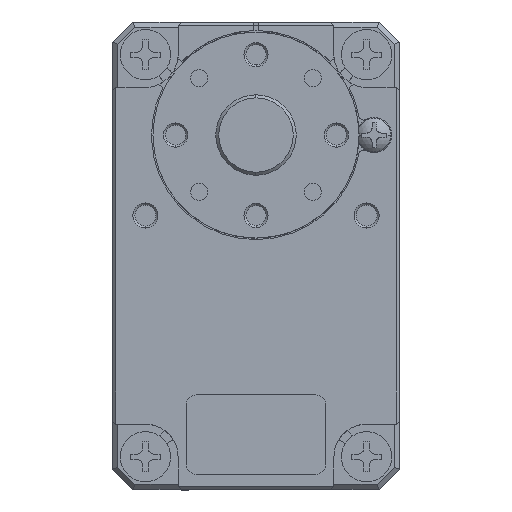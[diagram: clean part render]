
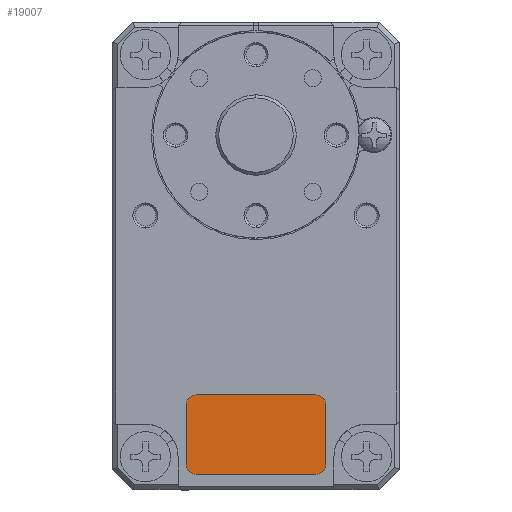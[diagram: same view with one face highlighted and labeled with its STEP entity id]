
A CAD part, top view. The second image highlights one B-rep face of the part: STEP entity #19007.
In plain terms, the highlighted planar face has unit normal (0, 0, 1).
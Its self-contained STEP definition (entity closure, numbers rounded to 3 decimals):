
#215 = VECTOR ( 'NONE', #8342, 1000. ) ;
#796 = CARTESIAN_POINT ( 'NONE',  ( -1.5, 89.754, -66.137 ) ) ;
#1250 = EDGE_CURVE ( 'NONE', #22369, #16975, #9018, .T. ) ;
#1911 = VERTEX_POINT ( 'NONE', #16909 ) ;
#2246 = ORIENTED_EDGE ( 'NONE', *, *, #20426, .T. ) ;
#2658 = CARTESIAN_POINT ( 'NONE',  ( -0.5, 89.754, -66.137 ) ) ;
#3205 = EDGE_CURVE ( 'NONE', #16075, #15796, #10383, .T. ) ;
#3745 = CARTESIAN_POINT ( 'NONE',  ( 11.4, 83.854, -66.137 ) ) ;
#3825 = EDGE_CURVE ( 'NONE', #1911, #16075, #5719, .T. ) ;
#4121 = VERTEX_POINT ( 'NONE', #7790 ) ;
#4133 = CARTESIAN_POINT ( 'NONE',  ( 11.4, 90.754, -66.137 ) ) ;
#4507 = DIRECTION ( 'NONE',  ( 0., 0., 1. ) ) ;
#5498 = CARTESIAN_POINT ( 'NONE',  ( 11.4, 90.754, -66.137 ) ) ;
#5719 = CIRCLE ( 'NONE', #8882, 1. ) ;
#5844 = CARTESIAN_POINT ( 'NONE',  ( -0.5, 83.854, -66.137 ) ) ;
#6389 = CARTESIAN_POINT ( 'NONE',  ( 12.4, 83.854, -66.137 ) ) ;
#7044 = CARTESIAN_POINT ( 'NONE',  ( 5.45, 116.604, -66.137 ) ) ;
#7092 = EDGE_CURVE ( 'NONE', #15796, #16278, #15415, .T. ) ;
#7417 = DIRECTION ( 'NONE',  ( 0., 0., 1. ) ) ;
#7790 = CARTESIAN_POINT ( 'NONE',  ( -1.5, 83.854, -66.137 ) ) ;
#7987 = CARTESIAN_POINT ( 'NONE',  ( 12.4, 89.754, -66.137 ) ) ;
#8134 = CARTESIAN_POINT ( 'NONE',  ( -0.5, 82.854, -66.137 ) ) ;
#8342 = DIRECTION ( 'NONE',  ( 0., -1., 0. ) ) ;
#8712 = EDGE_LOOP ( 'NONE', ( #11942, #13829, #20407, #2246, #9872, #21611, #14942, #19013 ) ) ;
#8882 = AXIS2_PLACEMENT_3D ( 'NONE', #3745, #15113, #22743 ) ;
#8894 = PLANE ( 'NONE',  #15519 ) ;
#9018 = CIRCLE ( 'NONE', #21976, 1. ) ;
#9104 = AXIS2_PLACEMENT_3D ( 'NONE', #20948, #7417, #20457 ) ;
#9872 = ORIENTED_EDGE ( 'NONE', *, *, #3825, .T. ) ;
#10315 = CARTESIAN_POINT ( 'NONE',  ( -0.5, 90.754, -66.137 ) ) ;
#10378 = CARTESIAN_POINT ( 'NONE',  ( -0.5, 82.854, -66.137 ) ) ;
#10383 = LINE ( 'NONE', #21684, #22193 ) ;
#11212 = CIRCLE ( 'NONE', #20641, 1. ) ;
#11403 = DIRECTION ( 'NONE',  ( -1., 0., 0. ) ) ;
#11479 = VERTEX_POINT ( 'NONE', #10378 ) ;
#11591 = CARTESIAN_POINT ( 'NONE',  ( -1.5, 89.754, -66.137 ) ) ;
#11942 = ORIENTED_EDGE ( 'NONE', *, *, #1250, .T. ) ;
#12084 = EDGE_CURVE ( 'NONE', #4121, #11479, #11212, .T. ) ;
#12344 = DIRECTION ( 'NONE',  ( 1., 0., 0. ) ) ;
#12357 = DIRECTION ( 'NONE',  ( 0., 1., 0. ) ) ;
#12725 = DIRECTION ( 'NONE',  ( 0., 0., 1. ) ) ;
#13829 = ORIENTED_EDGE ( 'NONE', *, *, #14142, .T. ) ;
#14142 = EDGE_CURVE ( 'NONE', #16975, #4121, #17706, .T. ) ;
#14942 = ORIENTED_EDGE ( 'NONE', *, *, #7092, .T. ) ;
#15113 = DIRECTION ( 'NONE',  ( 0., 0., 1. ) ) ;
#15157 = VECTOR ( 'NONE', #12344, 1000. ) ;
#15415 = CIRCLE ( 'NONE', #9104, 1. ) ;
#15519 = AXIS2_PLACEMENT_3D ( 'NONE', #7044, #12725, #16409 ) ;
#15796 = VERTEX_POINT ( 'NONE', #7987 ) ;
#16075 = VERTEX_POINT ( 'NONE', #6389 ) ;
#16278 = VERTEX_POINT ( 'NONE', #4133 ) ;
#16409 = DIRECTION ( 'NONE',  ( 1., 0., 0. ) ) ;
#16845 = LINE ( 'NONE', #5498, #21322 ) ;
#16909 = CARTESIAN_POINT ( 'NONE',  ( 11.4, 82.854, -66.137 ) ) ;
#16975 = VERTEX_POINT ( 'NONE', #11591 ) ;
#17207 = EDGE_CURVE ( 'NONE', #16278, #22369, #16845, .T. ) ;
#17335 = DIRECTION ( 'NONE',  ( 0., 1., 0. ) ) ;
#17706 = LINE ( 'NONE', #796, #215 ) ;
#19007 = ADVANCED_FACE ( 'NONE', ( #23808 ), #8894, .T. ) ;
#19013 = ORIENTED_EDGE ( 'NONE', *, *, #17207, .T. ) ;
#19601 = LINE ( 'NONE', #8134, #15157 ) ;
#20407 = ORIENTED_EDGE ( 'NONE', *, *, #12084, .T. ) ;
#20426 = EDGE_CURVE ( 'NONE', #11479, #1911, #19601, .T. ) ;
#20457 = DIRECTION ( 'NONE',  ( 1., 0., 0. ) ) ;
#20641 = AXIS2_PLACEMENT_3D ( 'NONE', #5844, #20746, #11403 ) ;
#20746 = DIRECTION ( 'NONE',  ( 0., 0., 1. ) ) ;
#20948 = CARTESIAN_POINT ( 'NONE',  ( 11.4, 89.754, -66.137 ) ) ;
#21322 = VECTOR ( 'NONE', #22133, 1000. ) ;
#21611 = ORIENTED_EDGE ( 'NONE', *, *, #3205, .T. ) ;
#21684 = CARTESIAN_POINT ( 'NONE',  ( 12.4, 83.854, -66.137 ) ) ;
#21976 = AXIS2_PLACEMENT_3D ( 'NONE', #2658, #4507, #17335 ) ;
#22133 = DIRECTION ( 'NONE',  ( -1., 0., 0. ) ) ;
#22193 = VECTOR ( 'NONE', #12357, 1000. ) ;
#22369 = VERTEX_POINT ( 'NONE', #10315 ) ;
#22743 = DIRECTION ( 'NONE',  ( 0., -1., 0. ) ) ;
#23808 = FACE_OUTER_BOUND ( 'NONE', #8712, .T. ) ;
